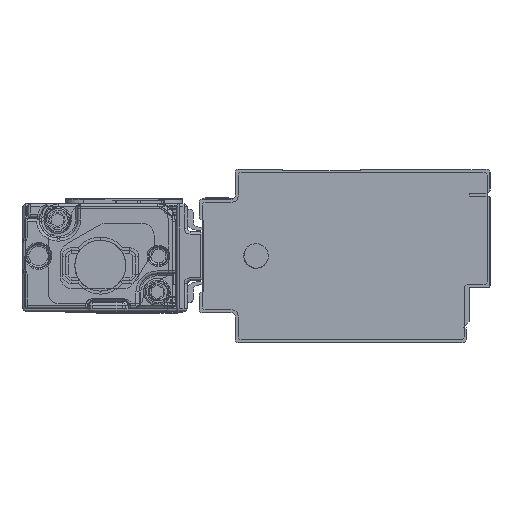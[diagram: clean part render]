
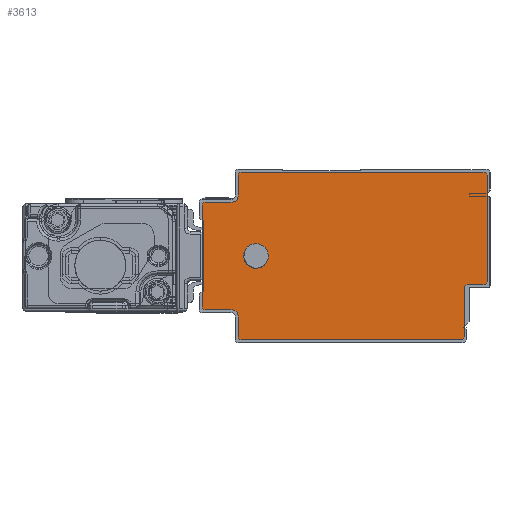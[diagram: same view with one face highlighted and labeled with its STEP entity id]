
A CAD part, left-side view. The second image highlights one B-rep face of the part: STEP entity #3613.
In plain terms, the highlighted planar face has unit normal (-1, 0, 0).
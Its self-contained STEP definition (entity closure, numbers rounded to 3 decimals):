
#1605=AXIS2_PLACEMENT_3D('Circle Axis2P3D',#1603,#1604,$) ;
#1643=AXIS2_PLACEMENT_3D('Circle Axis2P3D',#1641,#1642,$) ;
#1681=AXIS2_PLACEMENT_3D('Circle Axis2P3D',#1679,#1680,$) ;
#1719=AXIS2_PLACEMENT_3D('Circle Axis2P3D',#1717,#1718,$) ;
#3496=AXIS2_PLACEMENT_3D('Plane Axis2P3D',#3493,#3494,#3495) ;
#3500=AXIS2_PLACEMENT_3D('Circle Axis2P3D',#3498,#3499,$) ;
#3514=AXIS2_PLACEMENT_3D('Circle Axis2P3D',#3512,#3513,$) ;
#3528=AXIS2_PLACEMENT_3D('Circle Axis2P3D',#3526,#3527,$) ;
#3542=AXIS2_PLACEMENT_3D('Circle Axis2P3D',#3540,#3541,$) ;
#3556=AXIS2_PLACEMENT_3D('Circle Axis2P3D',#3554,#3555,$) ;
#3570=AXIS2_PLACEMENT_3D('Circle Axis2P3D',#3568,#3569,$) ;
#3597=AXIS2_PLACEMENT_3D('Circle Axis2P3D',#3595,#3596,$) ;
#3606=AXIS2_PLACEMENT_3D('Circle Axis2P3D',#3604,#3605,$) ;
#1561=CARTESIAN_POINT('Line Origine',(-1675.5,44.,14.5)) ;
#1565=CARTESIAN_POINT('Vertex',(-1675.5,44.,6.)) ;
#1567=CARTESIAN_POINT('Vertex',(-1675.5,44.,23.)) ;
#1603=CARTESIAN_POINT('Axis2P3D Location',(-1675.5,43.5,23.)) ;
#1607=CARTESIAN_POINT('Vertex',(-1675.5,43.5,23.5)) ;
#1622=CARTESIAN_POINT('Line Origine',(-1675.5,41.25,23.5)) ;
#1626=CARTESIAN_POINT('Vertex',(-1675.5,39.,23.5)) ;
#1641=CARTESIAN_POINT('Axis2P3D Location',(-1675.5,39.,24.5)) ;
#1645=CARTESIAN_POINT('Vertex',(-1675.5,38.,24.5)) ;
#1660=CARTESIAN_POINT('Line Origine',(-1675.5,38.,26.25)) ;
#1664=CARTESIAN_POINT('Vertex',(-1675.5,38.,28.)) ;
#1679=CARTESIAN_POINT('Axis2P3D Location',(-1675.5,37.5,28.)) ;
#1683=CARTESIAN_POINT('Vertex',(-1675.5,37.5,28.5)) ;
#1698=CARTESIAN_POINT('Line Origine',(-1675.5,17.25,28.5)) ;
#1702=CARTESIAN_POINT('Vertex',(-1675.5,-3.,28.5)) ;
#1717=CARTESIAN_POINT('Axis2P3D Location',(-1675.5,-3.,28.)) ;
#1721=CARTESIAN_POINT('Vertex',(-1675.5,-3.5,28.)) ;
#1736=CARTESIAN_POINT('Line Origine',(-1675.5,-3.5,19.1)) ;
#1740=CARTESIAN_POINT('Vertex',(-1675.5,-3.5,10.2)) ;
#3493=CARTESIAN_POINT('Axis2P3D Location',(-1675.5,0.,0.)) ;
#3498=CARTESIAN_POINT('Axis2P3D Location',(-1675.5,43.5,6.)) ;
#3502=CARTESIAN_POINT('Vertex',(-1675.5,43.5,5.5)) ;
#3505=CARTESIAN_POINT('Line Origine',(-1675.5,41.25,5.5)) ;
#3509=CARTESIAN_POINT('Vertex',(-1675.5,39.,5.5)) ;
#3512=CARTESIAN_POINT('Axis2P3D Location',(-1675.5,39.,4.5)) ;
#3516=CARTESIAN_POINT('Vertex',(-1675.5,38.,4.5)) ;
#3519=CARTESIAN_POINT('Line Origine',(-1675.5,38.,2.75)) ;
#3523=CARTESIAN_POINT('Vertex',(-1675.5,38.,1.)) ;
#3526=CARTESIAN_POINT('Axis2P3D Location',(-1675.5,37.5,1.)) ;
#3530=CARTESIAN_POINT('Vertex',(-1675.5,37.5,0.5)) ;
#3533=CARTESIAN_POINT('Line Origine',(-1675.5,19.15,0.5)) ;
#3537=CARTESIAN_POINT('Vertex',(-1675.5,0.8,0.5)) ;
#3540=CARTESIAN_POINT('Axis2P3D Location',(-1675.5,0.8,1.)) ;
#3544=CARTESIAN_POINT('Vertex',(-1675.5,0.3,1.)) ;
#3547=CARTESIAN_POINT('Line Origine',(-1675.5,0.3,5.1)) ;
#3551=CARTESIAN_POINT('Vertex',(-1675.5,0.3,9.2)) ;
#3554=CARTESIAN_POINT('Axis2P3D Location',(-1675.5,-0.2,9.2)) ;
#3558=CARTESIAN_POINT('Vertex',(-1675.5,-0.2,9.7)) ;
#3561=CARTESIAN_POINT('Line Origine',(-1675.5,-1.6,9.7)) ;
#3565=CARTESIAN_POINT('Vertex',(-1675.5,-3.,9.7)) ;
#3568=CARTESIAN_POINT('Axis2P3D Location',(-1675.5,-3.,10.2)) ;
#3595=CARTESIAN_POINT('Axis2P3D Location',(-1675.5,35.,14.5)) ;
#3599=CARTESIAN_POINT('Vertex',(-1675.5,33.186,13.509)) ;
#3601=CARTESIAN_POINT('Vertex',(-1675.5,36.814,15.491)) ;
#3604=CARTESIAN_POINT('Axis2P3D Location',(-1675.5,35.,14.5)) ;
#1562=DIRECTION('Vector Direction',(0.,0.,1.)) ;
#1604=DIRECTION('Axis2P3D Direction',(1.,0.,0.)) ;
#1623=DIRECTION('Vector Direction',(0.,1.,0.)) ;
#1642=DIRECTION('Axis2P3D Direction',(1.,0.,0.)) ;
#1661=DIRECTION('Vector Direction',(0.,0.,1.)) ;
#1680=DIRECTION('Axis2P3D Direction',(1.,0.,0.)) ;
#1699=DIRECTION('Vector Direction',(0.,1.,0.)) ;
#1718=DIRECTION('Axis2P3D Direction',(1.,0.,-0.)) ;
#1737=DIRECTION('Vector Direction',(0.,0.,-1.)) ;
#3494=DIRECTION('Axis2P3D Direction',(1.,0.,0.)) ;
#3495=DIRECTION('Axis2P3D XDirection',(0.,1.,0.)) ;
#3499=DIRECTION('Axis2P3D Direction',(1.,0.,0.)) ;
#3506=DIRECTION('Vector Direction',(0.,-1.,0.)) ;
#3513=DIRECTION('Axis2P3D Direction',(1.,0.,0.)) ;
#3520=DIRECTION('Vector Direction',(0.,0.,1.)) ;
#3527=DIRECTION('Axis2P3D Direction',(1.,0.,0.)) ;
#3534=DIRECTION('Vector Direction',(0.,-1.,0.)) ;
#3541=DIRECTION('Axis2P3D Direction',(1.,0.,0.)) ;
#3548=DIRECTION('Vector Direction',(0.,0.,-1.)) ;
#3555=DIRECTION('Axis2P3D Direction',(1.,0.,0.)) ;
#3562=DIRECTION('Vector Direction',(0.,1.,0.)) ;
#3569=DIRECTION('Axis2P3D Direction',(1.,0.,0.)) ;
#3596=DIRECTION('Axis2P3D Direction',(1.,0.,0.)) ;
#3605=DIRECTION('Axis2P3D Direction',(1.,0.,0.)) ;
#1563=VECTOR('Line Direction',#1562,1.) ;
#1624=VECTOR('Line Direction',#1623,1.) ;
#1662=VECTOR('Line Direction',#1661,1.) ;
#1700=VECTOR('Line Direction',#1699,1.) ;
#1738=VECTOR('Line Direction',#1737,1.) ;
#3507=VECTOR('Line Direction',#3506,1.) ;
#3521=VECTOR('Line Direction',#3520,1.) ;
#3535=VECTOR('Line Direction',#3534,1.) ;
#3549=VECTOR('Line Direction',#3548,1.) ;
#3563=VECTOR('Line Direction',#3562,1.) ;
#3574=ORIENTED_EDGE('',*,*,#1704,.F.) ;
#3575=ORIENTED_EDGE('',*,*,#1685,.F.) ;
#3576=ORIENTED_EDGE('',*,*,#1666,.F.) ;
#3577=ORIENTED_EDGE('',*,*,#1647,.F.) ;
#3578=ORIENTED_EDGE('',*,*,#1628,.F.) ;
#3579=ORIENTED_EDGE('',*,*,#1609,.F.) ;
#3580=ORIENTED_EDGE('',*,*,#1569,.F.) ;
#3581=ORIENTED_EDGE('',*,*,#3504,.F.) ;
#3582=ORIENTED_EDGE('',*,*,#3511,.F.) ;
#3583=ORIENTED_EDGE('',*,*,#3518,.F.) ;
#3584=ORIENTED_EDGE('',*,*,#3525,.F.) ;
#3585=ORIENTED_EDGE('',*,*,#3532,.F.) ;
#3586=ORIENTED_EDGE('',*,*,#3539,.F.) ;
#3587=ORIENTED_EDGE('',*,*,#3546,.F.) ;
#3588=ORIENTED_EDGE('',*,*,#3553,.F.) ;
#3589=ORIENTED_EDGE('',*,*,#3560,.F.) ;
#3590=ORIENTED_EDGE('',*,*,#3567,.F.) ;
#3591=ORIENTED_EDGE('',*,*,#3572,.F.) ;
#3592=ORIENTED_EDGE('',*,*,#1742,.F.) ;
#3593=ORIENTED_EDGE('',*,*,#1723,.F.) ;
#3610=ORIENTED_EDGE('',*,*,#3603,.T.) ;
#3611=ORIENTED_EDGE('',*,*,#3608,.T.) ;
#3612=FACE_BOUND('',#3609,.T.) ;
#3613=ADVANCED_FACE('\X2\FF8EFF9EFF83FF9EFF68FF70\X0\.2',(#3594,#3612),#3497,.F.) ;
#1606=CIRCLE('generated circle',#1605,0.5) ;
#1644=CIRCLE('generated circle',#1643,1.) ;
#1682=CIRCLE('generated circle',#1681,0.5) ;
#1720=CIRCLE('generated circle',#1719,0.5) ;
#3501=CIRCLE('generated circle',#3500,0.5) ;
#3515=CIRCLE('generated circle',#3514,1.) ;
#3529=CIRCLE('generated circle',#3528,0.5) ;
#3543=CIRCLE('generated circle',#3542,0.5) ;
#3557=CIRCLE('generated circle',#3556,0.5) ;
#3571=CIRCLE('generated circle',#3570,0.5) ;
#3598=CIRCLE('generated circle',#3597,2.067) ;
#3607=CIRCLE('generated circle',#3606,2.067) ;
#1569=EDGE_CURVE('',#1566,#1568,#1564,.T.) ;
#1609=EDGE_CURVE('',#1568,#1608,#1606,.T.) ;
#1628=EDGE_CURVE('',#1608,#1627,#1625,.F.) ;
#1647=EDGE_CURVE('',#1627,#1646,#1644,.F.) ;
#1666=EDGE_CURVE('',#1646,#1665,#1663,.T.) ;
#1685=EDGE_CURVE('',#1665,#1684,#1682,.T.) ;
#1704=EDGE_CURVE('',#1684,#1703,#1701,.F.) ;
#1723=EDGE_CURVE('',#1703,#1722,#1720,.T.) ;
#1742=EDGE_CURVE('',#1722,#1741,#1739,.T.) ;
#3504=EDGE_CURVE('',#3503,#1566,#3501,.T.) ;
#3511=EDGE_CURVE('',#3510,#3503,#3508,.F.) ;
#3518=EDGE_CURVE('',#3517,#3510,#3515,.F.) ;
#3525=EDGE_CURVE('',#3524,#3517,#3522,.T.) ;
#3532=EDGE_CURVE('',#3531,#3524,#3529,.T.) ;
#3539=EDGE_CURVE('',#3538,#3531,#3536,.F.) ;
#3546=EDGE_CURVE('',#3545,#3538,#3543,.T.) ;
#3553=EDGE_CURVE('',#3552,#3545,#3550,.T.) ;
#3560=EDGE_CURVE('',#3559,#3552,#3557,.F.) ;
#3567=EDGE_CURVE('',#3566,#3559,#3564,.T.) ;
#3572=EDGE_CURVE('',#1741,#3566,#3571,.T.) ;
#3603=EDGE_CURVE('',#3600,#3602,#3598,.T.) ;
#3608=EDGE_CURVE('',#3602,#3600,#3607,.T.) ;
#3573=EDGE_LOOP('',(#3574,#3575,#3576,#3577,#3578,#3579,#3580,#3581,#3582,#3583,#3584,#3585,#3586,#3587,#3588,#3589,#3590,#3591,#3592,#3593)) ;
#3609=EDGE_LOOP('',(#3610,#3611)) ;
#3594=FACE_OUTER_BOUND('',#3573,.T.) ;
#1564=LINE('Line',#1561,#1563) ;
#1625=LINE('Line',#1622,#1624) ;
#1663=LINE('Line',#1660,#1662) ;
#1701=LINE('Line',#1698,#1700) ;
#1739=LINE('Line',#1736,#1738) ;
#3508=LINE('Line',#3505,#3507) ;
#3522=LINE('Line',#3519,#3521) ;
#3536=LINE('Line',#3533,#3535) ;
#3550=LINE('Line',#3547,#3549) ;
#3564=LINE('Line',#3561,#3563) ;
#3497=PLANE('Plane',#3496) ;
#1566=VERTEX_POINT('',#1565) ;
#1568=VERTEX_POINT('',#1567) ;
#1608=VERTEX_POINT('',#1607) ;
#1627=VERTEX_POINT('',#1626) ;
#1646=VERTEX_POINT('',#1645) ;
#1665=VERTEX_POINT('',#1664) ;
#1684=VERTEX_POINT('',#1683) ;
#1703=VERTEX_POINT('',#1702) ;
#1722=VERTEX_POINT('',#1721) ;
#1741=VERTEX_POINT('',#1740) ;
#3503=VERTEX_POINT('',#3502) ;
#3510=VERTEX_POINT('',#3509) ;
#3517=VERTEX_POINT('',#3516) ;
#3524=VERTEX_POINT('',#3523) ;
#3531=VERTEX_POINT('',#3530) ;
#3538=VERTEX_POINT('',#3537) ;
#3545=VERTEX_POINT('',#3544) ;
#3552=VERTEX_POINT('',#3551) ;
#3559=VERTEX_POINT('',#3558) ;
#3566=VERTEX_POINT('',#3565) ;
#3600=VERTEX_POINT('',#3599) ;
#3602=VERTEX_POINT('',#3601) ;
